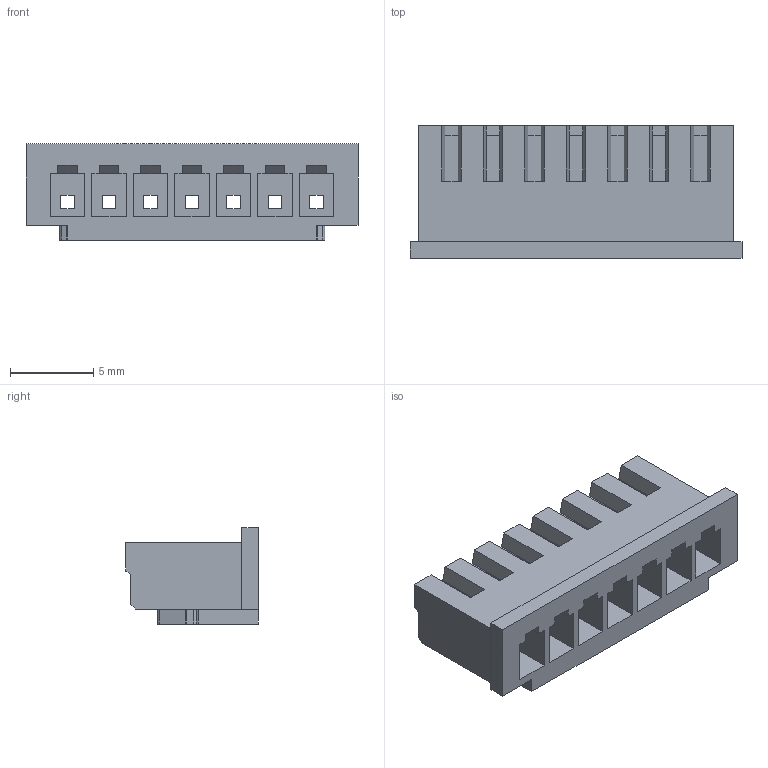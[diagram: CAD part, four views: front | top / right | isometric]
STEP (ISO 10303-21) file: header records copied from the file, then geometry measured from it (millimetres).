
FILE_DESCRIPTION((''),'2;1');
FILE_NAME('HG25001','2021-06-16T',('gongcheng5'),(''),'PRO/ENGINEER BY PARAMETRIC TECHNOLOGY CORPORATION, 2010280','PRO/ENGINEER BY PARAMETRIC TECHNOLOGY CORPORATION, 2010280','');
FILE_SCHEMA(('CONFIG_CONTROL_DESIGN','SHAPE_APPEARANCE_LAYERS_GROUPS'));
Length unit declared in the file: millimetre
Products named in the file (1): HG25001
Bounding box: 20 x 8 x 5.8 mm (x, y, z)
Volume: 317.4 mm3; surface area: 1114 mm2
Topology: 1 solids, 1 shells, 178 faces, 511 edges, 328 vertices
Faces by surface type: plane 170, cylinder 8
Entity records: 5773 total; most frequent: ORIENTED_EDGE 1022, CARTESIAN_POINT 1017, DIRECTION 883, EDGE_CURVE 511, VECTOR 495, LINE 495, VERTEX_POINT 328, EDGE_LOOP 199
